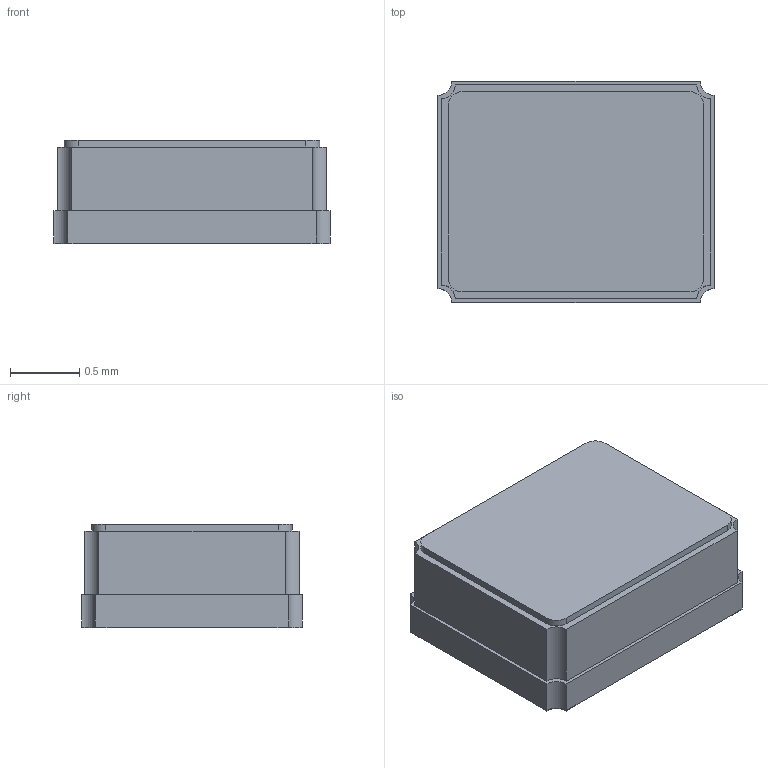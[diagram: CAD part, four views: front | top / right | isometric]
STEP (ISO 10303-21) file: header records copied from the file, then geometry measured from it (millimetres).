
FILE_DESCRIPTION(('FreeCAD Model'),'2;1');
FILE_NAME('Open CASCADE Shape Model','2022-08-09T14:27:42',(''),(''), 'Open CASCADE STEP processor 7.6','FreeCAD','Unknown');
FILE_SCHEMA(('AUTOMOTIVE_DESIGN { 1 0 10303 214 1 1 1 1 }'));
Length unit declared in the file: millimetre
Products named in the file (1): Body
Bounding box: 2 x 1.6 x 0.75 mm (x, y, z)
Volume: 2.2 mm3; surface area: 11.5 mm2
Topology: 1 solids, 1 shells, 88 faces, 233 edges, 150 vertices
Faces by surface type: plane 56, cylinder 32
Entity records: 5853 total; most frequent: CARTESIAN_POINT 1124, DIRECTION 906, LINE 583, VECTOR 583, ORIENTED_EDGE 466, PCURVE 466, DEFINITIONAL_REPRESENTATION 466, EDGE_CURVE 233
